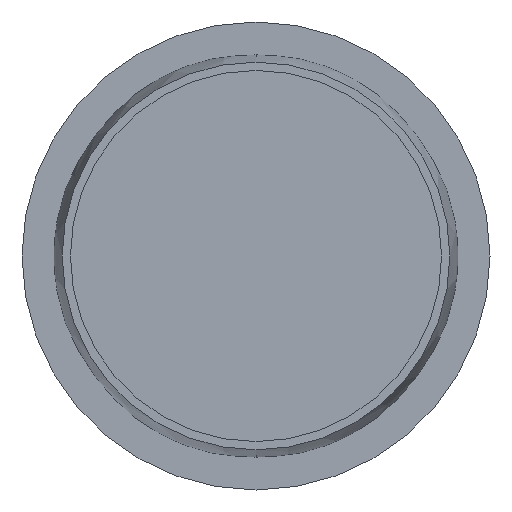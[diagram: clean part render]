
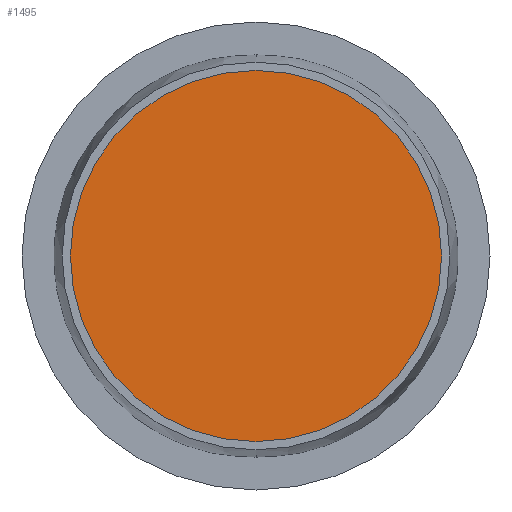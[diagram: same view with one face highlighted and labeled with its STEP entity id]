
A CAD part, front view. The second image highlights one B-rep face of the part: STEP entity #1495.
In plain terms, the highlighted planar face has unit normal (0, -1, 0).
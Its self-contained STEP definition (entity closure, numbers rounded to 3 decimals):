
#483=CARTESIAN_POINT('',(0.,-0.065,0.));
#484=DIRECTION('',(0.,-1.,0.));
#485=DIRECTION('',(0.,0.,-1.));
#486=AXIS2_PLACEMENT_3D('',#483,#484,#485);
#496=CARTESIAN_POINT('',(0.,-0.065,0.));
#497=DIRECTION('',(0.,1.,0.));
#498=DIRECTION('',(0.,0.,-1.));
#499=AXIS2_PLACEMENT_3D('',#496,#497,#498);
#809=CARTESIAN_POINT('',(0.,-0.065,-11.3));
#811=VERTEX_POINT('',#809);
#821=CARTESIAN_POINT('',(0.,-0.065,11.3));
#823=VERTEX_POINT('',#821);
#1486=CARTESIAN_POINT('',(0.,-0.065,0.));
#1487=DIRECTION('',(0.,-1.,0.));
#1488=DIRECTION('',(0.,0.,1.));
#1489=AXIS2_PLACEMENT_3D('',#1486,#1487,#1488);
#1490=PLANE('',#1489);
#1491=ORIENTED_EDGE('',*,*,#1481,.T.);
#1492=ORIENTED_EDGE('',*,*,#1465,.F.);
#1493=EDGE_LOOP('',(#1491,#1492));
#1494=FACE_OUTER_BOUND('',#1493,.F.);
#487=CIRCLE('',#486,11.3);
#500=CIRCLE('',#499,11.3);
#1465=EDGE_CURVE('',#811,#823,#487,.T.);
#1481=EDGE_CURVE('',#811,#823,#500,.T.);
#1495=ADVANCED_FACE('',(#1494),#1490,.T.);
